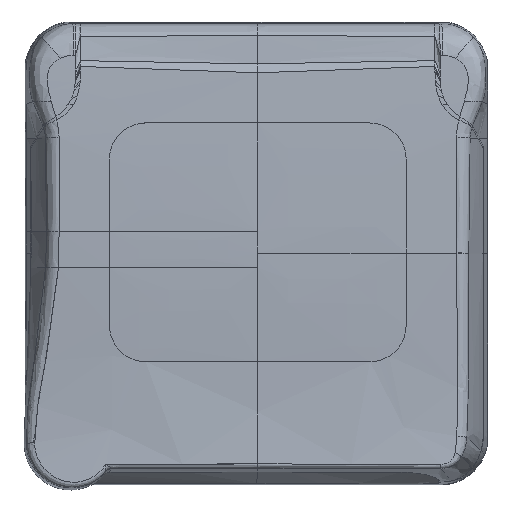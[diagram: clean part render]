
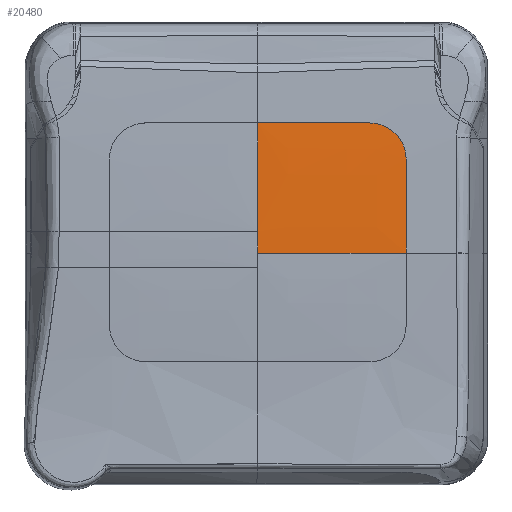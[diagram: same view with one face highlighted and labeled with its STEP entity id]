
A CAD part, top view. The second image highlights one B-rep face of the part: STEP entity #20480.
In plain terms, the highlighted free-form (B-spline) face has degree [5, 5] with [6, 6] control points.
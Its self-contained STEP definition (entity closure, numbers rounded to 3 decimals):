
#7671=CARTESIAN_POINT('Vertex',(0.157,18.,62.326)) ;
#20129=CARTESIAN_POINT('Control Point',(20.663,0.011,62.928)) ;
#20130=CARTESIAN_POINT('Control Point',(15.557,0.028,63.035)) ;
#20131=CARTESIAN_POINT('Control Point',(10.451,0.028,63.121)) ;
#20132=CARTESIAN_POINT('Control Point',(5.306,0.016,63.187)) ;
#20133=CARTESIAN_POINT('Control Point',(0.165,-0.018,63.232)) ;
#20134=CARTESIAN_POINT('Vertex',(20.663,0.011,62.928)) ;
#20136=CARTESIAN_POINT('Vertex',(0.165,-0.018,63.232)) ;
#20240=CARTESIAN_POINT('Control Point',(0.164,3.,63.139)) ;
#20241=CARTESIAN_POINT('Control Point',(0.164,1.994,63.174)) ;
#20242=CARTESIAN_POINT('Control Point',(0.164,0.988,63.205)) ;
#20243=CARTESIAN_POINT('Control Point',(0.165,-0.018,63.232)) ;
#20244=CARTESIAN_POINT('Vertex',(0.164,3.,63.139)) ;
#20398=CARTESIAN_POINT('Control Point',(0.164,3.,63.139)) ;
#20399=CARTESIAN_POINT('Control Point',(0.162,8.005,62.964)) ;
#20400=CARTESIAN_POINT('Control Point',(0.16,13.006,62.692)) ;
#20401=CARTESIAN_POINT('Control Point',(0.157,18.,62.325)) ;
#20412=CARTESIAN_POINT('Control Point',(0.165,-0.018,63.232)) ;
#20413=CARTESIAN_POINT('Control Point',(0.164,3.64,63.133)) ;
#20414=CARTESIAN_POINT('Control Point',(0.163,7.296,62.991)) ;
#20415=CARTESIAN_POINT('Control Point',(0.161,10.951,62.805)) ;
#20416=CARTESIAN_POINT('Control Point',(0.159,14.604,62.577)) ;
#20417=CARTESIAN_POINT('Control Point',(0.157,18.253,62.306)) ;
#20418=CARTESIAN_POINT('Control Point',(4.281,0.009,63.196)) ;
#20419=CARTESIAN_POINT('Control Point',(4.28,3.664,63.096)) ;
#20420=CARTESIAN_POINT('Control Point',(4.279,7.319,62.954)) ;
#20421=CARTESIAN_POINT('Control Point',(4.277,10.971,62.768)) ;
#20422=CARTESIAN_POINT('Control Point',(4.275,14.62,62.54)) ;
#20423=CARTESIAN_POINT('Control Point',(4.273,18.267,62.269)) ;
#20424=CARTESIAN_POINT('Control Point',(8.398,0.022,63.147)) ;
#20425=CARTESIAN_POINT('Control Point',(8.397,3.665,63.05)) ;
#20426=CARTESIAN_POINT('Control Point',(8.396,7.31,62.91)) ;
#20427=CARTESIAN_POINT('Control Point',(8.395,10.956,62.726)) ;
#20428=CARTESIAN_POINT('Control Point',(8.393,14.603,62.499)) ;
#20429=CARTESIAN_POINT('Control Point',(8.39,18.249,62.229)) ;
#20430=CARTESIAN_POINT('Control Point',(12.5,0.03,63.086)) ;
#20431=CARTESIAN_POINT('Control Point',(12.499,3.65,62.995)) ;
#20432=CARTESIAN_POINT('Control Point',(12.498,7.278,62.86)) ;
#20433=CARTESIAN_POINT('Control Point',(12.497,10.914,62.681)) ;
#20434=CARTESIAN_POINT('Control Point',(12.495,14.557,62.457)) ;
#20435=CARTESIAN_POINT('Control Point',(12.492,18.205,62.189)) ;
#20436=CARTESIAN_POINT('Control Point',(16.589,0.025,63.013)) ;
#20437=CARTESIAN_POINT('Control Point',(16.588,3.613,62.93)) ;
#20438=CARTESIAN_POINT('Control Point',(16.587,7.218,62.803)) ;
#20439=CARTESIAN_POINT('Control Point',(16.586,10.841,62.63)) ;
#20440=CARTESIAN_POINT('Control Point',(16.584,14.479,62.411)) ;
#20441=CARTESIAN_POINT('Control Point',(16.582,18.131,62.146)) ;
#20442=CARTESIAN_POINT('Control Point',(20.677,0.011,62.927)) ;
#20443=CARTESIAN_POINT('Control Point',(20.676,3.557,62.854)) ;
#20444=CARTESIAN_POINT('Control Point',(20.675,7.132,62.737)) ;
#20445=CARTESIAN_POINT('Control Point',(20.674,10.738,62.574)) ;
#20446=CARTESIAN_POINT('Control Point',(20.672,14.371,62.36)) ;
#20447=CARTESIAN_POINT('Control Point',(20.67,18.028,62.099)) ;
#20449=CARTESIAN_POINT('Control Point',(20.663,0.011,62.928)) ;
#20450=CARTESIAN_POINT('Control Point',(20.662,4.315,62.839)) ;
#20451=CARTESIAN_POINT('Control Point',(20.661,8.647,62.672)) ;
#20452=CARTESIAN_POINT('Control Point',(20.658,13.,62.423)) ;
#20453=CARTESIAN_POINT('Vertex',(20.658,13.,62.423)) ;
#20457=CARTESIAN_POINT('Control Point',(15.656,18.,62.164)) ;
#20458=CARTESIAN_POINT('Control Point',(17.222,18.,62.145)) ;
#20459=CARTESIAN_POINT('Control Point',(18.794,17.392,62.17)) ;
#20460=CARTESIAN_POINT('Control Point',(20.05,16.139,62.243)) ;
#20461=CARTESIAN_POINT('Control Point',(20.658,14.563,62.333)) ;
#20462=CARTESIAN_POINT('Control Point',(20.658,13.,62.423)) ;
#20463=CARTESIAN_POINT('Vertex',(15.656,18.,62.164)) ;
#20467=CARTESIAN_POINT('Control Point',(0.157,18.,62.325)) ;
#20468=CARTESIAN_POINT('Control Point',(5.329,18.,62.28)) ;
#20469=CARTESIAN_POINT('Control Point',(10.499,18.,62.226)) ;
#20470=CARTESIAN_POINT('Control Point',(15.656,18.,62.164)) ;
#20473=ORIENTED_EDGE('',*,*,#20402,.F.) ;
#20474=ORIENTED_EDGE('',*,*,#20246,.T.) ;
#20475=ORIENTED_EDGE('',*,*,#20138,.F.) ;
#20476=ORIENTED_EDGE('',*,*,#20455,.T.) ;
#20477=ORIENTED_EDGE('',*,*,#20465,.T.) ;
#20478=ORIENTED_EDGE('',*,*,#20471,.T.) ;
#20480=ADVANCED_FACE('Surface.330',(#20479),#20411,.T.) ;
#20128=B_SPLINE_CURVE_WITH_KNOTS('',4,(#20129,#20130,#20131,#20132,#20133),.UNSPECIFIED.,.F.,.U.,(5,5),(0.874,21.442),.UNSPECIFIED.) ;
#20239=B_SPLINE_CURVE_WITH_KNOTS('',3,(#20240,#20241,#20242,#20243),.UNSPECIFIED.,.F.,.U.,(4,4),(0.,3.019),.UNSPECIFIED.) ;
#20397=B_SPLINE_CURVE_WITH_KNOTS('',3,(#20398,#20399,#20400,#20401),.UNSPECIFIED.,.F.,.U.,(4,4),(568.87,583.893),.UNSPECIFIED.) ;
#20448=B_SPLINE_CURVE_WITH_KNOTS('',3,(#20449,#20450,#20451,#20452),.UNSPECIFIED.,.F.,.U.,(4,4),(0.,18.559),.UNSPECIFIED.) ;
#20456=B_SPLINE_CURVE_WITH_KNOTS('',5,(#20457,#20458,#20459,#20460,#20461,#20462),.UNSPECIFIED.,.F.,.U.,(6,6),(0.,11.104),.UNSPECIFIED.) ;
#20466=B_SPLINE_CURVE_WITH_KNOTS('',3,(#20467,#20468,#20469,#20470),.UNSPECIFIED.,.F.,.U.,(4,4),(0.,21.945),.UNSPECIFIED.) ;
#20411=B_SPLINE_SURFACE_WITH_KNOTS('',5,5,((#20412,#20413,#20414,#20415,#20416,#20417),(#20418,#20419,#20420,#20421,#20422,#20423),(#20424,#20425,#20426,#20427,#20428,#20429),(#20430,#20431,#20432,#20433,#20434,#20435),(#20436,#20437,#20438,#20439,#20440,#20441),(#20442,#20443,#20444,#20445,#20446,#20447)),.UNSPECIFIED.,.F.,.F.,.U.,(6,6),(6,6),(0.,20.582),(565.85,584.146),.UNSPECIFIED.) ;
#20138=EDGE_CURVE('',#20135,#20137,#20128,.T.) ;
#20246=EDGE_CURVE('',#20245,#20137,#20239,.T.) ;
#20402=EDGE_CURVE('',#20245,#7672,#20397,.T.) ;
#20455=EDGE_CURVE('',#20135,#20454,#20448,.T.) ;
#20465=EDGE_CURVE('',#20454,#20464,#20456,.F.) ;
#20471=EDGE_CURVE('',#20464,#7672,#20466,.F.) ;
#20472=EDGE_LOOP('',(#20473,#20474,#20475,#20476,#20477,#20478)) ;
#20479=FACE_OUTER_BOUND('',#20472,.T.) ;
#7672=VERTEX_POINT('',#7671) ;
#20135=VERTEX_POINT('',#20134) ;
#20137=VERTEX_POINT('',#20136) ;
#20245=VERTEX_POINT('',#20244) ;
#20454=VERTEX_POINT('',#20453) ;
#20464=VERTEX_POINT('',#20463) ;
